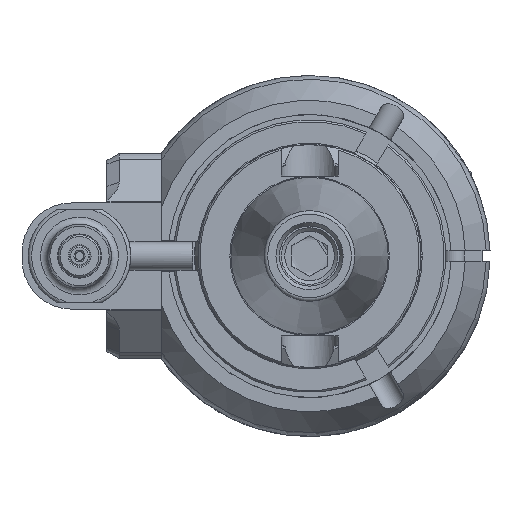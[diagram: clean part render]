
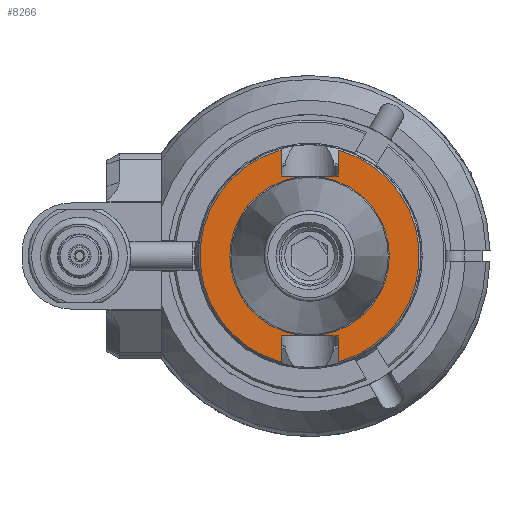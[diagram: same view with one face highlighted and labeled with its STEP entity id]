
A CAD part, left-side view. The second image highlights one B-rep face of the part: STEP entity #8266.
In plain terms, the highlighted planar face has unit normal (-1, 0, 0).
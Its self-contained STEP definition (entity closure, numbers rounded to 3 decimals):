
#300=FACE_BOUND('',#1503,.T.);
#528=PLANE('',#9099);
#964=FACE_OUTER_BOUND('',#1502,.T.);
#1502=EDGE_LOOP('',(#7198,#7199,#7200,#7201,#7202,#7203,#7204,#7205));
#1503=EDGE_LOOP('',(#7206));
#2230=LINE('',#44341,#2810);
#2231=LINE('',#44343,#2811);
#2232=LINE('',#44345,#2812);
#2233=LINE('',#44349,#2813);
#2234=LINE('',#44351,#2814);
#2235=LINE('',#44352,#2815);
#2810=VECTOR('',#11085,7.337);
#2811=VECTOR('',#11086,16.1);
#2812=VECTOR('',#11087,7.337);
#2813=VECTOR('',#11090,7.337);
#2814=VECTOR('',#11091,16.1);
#2815=VECTOR('',#11092,7.337);
#3211=CIRCLE('',#9097,22.525);
#3213=CIRCLE('',#9100,31.);
#3214=CIRCLE('',#9101,31.);
#3914=VERTEX_POINT('',#44333);
#3915=VERTEX_POINT('',#44337);
#3916=VERTEX_POINT('',#44338);
#3917=VERTEX_POINT('',#44340);
#3918=VERTEX_POINT('',#44342);
#3919=VERTEX_POINT('',#44344);
#3920=VERTEX_POINT('',#44346);
#3921=VERTEX_POINT('',#44348);
#3922=VERTEX_POINT('',#44350);
#5039=EDGE_CURVE('',#3914,#3914,#3211,.T.);
#5041=EDGE_CURVE('',#3915,#3916,#3213,.T.);
#5042=EDGE_CURVE('',#3917,#3916,#2230,.T.);
#5043=EDGE_CURVE('',#3917,#3918,#2231,.T.);
#5044=EDGE_CURVE('',#3919,#3918,#2232,.T.);
#5045=EDGE_CURVE('',#3919,#3920,#3214,.T.);
#5046=EDGE_CURVE('',#3921,#3920,#2233,.T.);
#5047=EDGE_CURVE('',#3922,#3921,#2234,.T.);
#5048=EDGE_CURVE('',#3915,#3922,#2235,.T.);
#7198=ORIENTED_EDGE('',*,*,#5041,.T.);
#7199=ORIENTED_EDGE('',*,*,#5042,.F.);
#7200=ORIENTED_EDGE('',*,*,#5043,.T.);
#7201=ORIENTED_EDGE('',*,*,#5044,.F.);
#7202=ORIENTED_EDGE('',*,*,#5045,.T.);
#7203=ORIENTED_EDGE('',*,*,#5046,.F.);
#7204=ORIENTED_EDGE('',*,*,#5047,.F.);
#7205=ORIENTED_EDGE('',*,*,#5048,.F.);
#7206=ORIENTED_EDGE('',*,*,#5039,.T.);
#8266=ADVANCED_FACE('',(#964,#300),#528,.F.);
#9097=AXIS2_PLACEMENT_3D('',#44334,#11077,#11078);
#9099=AXIS2_PLACEMENT_3D('',#44336,#11081,#11082);
#9100=AXIS2_PLACEMENT_3D('',#44339,#11083,#11084);
#9101=AXIS2_PLACEMENT_3D('',#44347,#11088,#11089);
#11077=DIRECTION('center_axis',(1.,0.,0.));
#11078=DIRECTION('ref_axis',(0.,1.,0.));
#11081=DIRECTION('center_axis',(1.,0.,0.));
#11082=DIRECTION('ref_axis',(0.,-1.,0.));
#11083=DIRECTION('center_axis',(-1.,0.,0.));
#11084=DIRECTION('ref_axis',(0.,-0.26,-0.966));
#11085=DIRECTION('',(0.,0.,1.));
#11086=DIRECTION('',(0.,1.,0.));
#11087=DIRECTION('',(0.,0.,-1.));
#11088=DIRECTION('center_axis',(-1.,0.,0.));
#11089=DIRECTION('ref_axis',(0.,0.26,0.966));
#11090=DIRECTION('',(0.,0.,-1.));
#11091=DIRECTION('',(0.,1.,0.));
#11092=DIRECTION('',(0.,0.,1.));
#44333=CARTESIAN_POINT('',(-84.,22.525,0.));
#44334=CARTESIAN_POINT('Origin',(-84.,0.,0.));
#44336=CARTESIAN_POINT('Origin',(-84.,-22.675,0.));
#44337=CARTESIAN_POINT('',(-84.,-8.05,-29.937));
#44338=CARTESIAN_POINT('',(-84.,-8.05,29.937));
#44339=CARTESIAN_POINT('Origin',(-84.,0.,0.));
#44340=CARTESIAN_POINT('',(-84.,-8.05,22.6));
#44341=CARTESIAN_POINT('',(-84.,-8.05,22.6));
#44342=CARTESIAN_POINT('',(-84.,8.05,22.6));
#44343=CARTESIAN_POINT('',(-84.,-8.05,22.6));
#44344=CARTESIAN_POINT('',(-84.,8.05,29.937));
#44345=CARTESIAN_POINT('',(-84.,8.05,29.937));
#44346=CARTESIAN_POINT('',(-84.,8.05,-29.937));
#44347=CARTESIAN_POINT('Origin',(-84.,0.,0.));
#44348=CARTESIAN_POINT('',(-84.,8.05,-22.6));
#44349=CARTESIAN_POINT('',(-84.,8.05,-22.6));
#44350=CARTESIAN_POINT('',(-84.,-8.05,-22.6));
#44351=CARTESIAN_POINT('',(-84.,-8.05,-22.6));
#44352=CARTESIAN_POINT('',(-84.,-8.05,-29.937));
